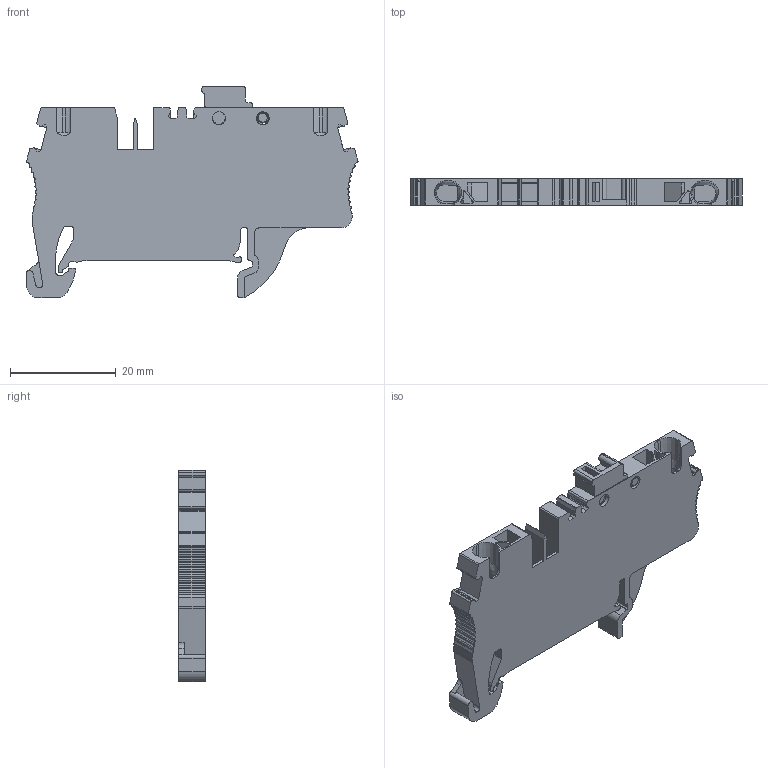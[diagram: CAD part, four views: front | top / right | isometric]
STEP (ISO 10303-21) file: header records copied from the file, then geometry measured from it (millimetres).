
FILE_DESCRIPTION(/* description */ ('Unknown'),/* implementation_level */ '2;1');
FILE_NAME(/* name */ 'SQK 2.5_3D_Solid',/* time_stamp */ '2021-04-20T16:36:43+05:00',/* author */ ('Unknown'),/* organization */ ('Unknown'),/* preprocessor_version */ 'ST-DEVELOPER v16.7',/* originating_system */ 'DEX',/* authorisation */ $);
FILE_SCHEMA (('AUTOMOTIVE_DESIGN {1 0 10303 214 3 1 1}'));
Length unit declared in the file: millimetre
Products named in the file (1): SQK 2.5_3D_Solid
Bounding box: 62.82 x 5 x 40.1 mm (x, y, z)
Volume: 7149.5 mm3; surface area: 6050.4 mm2
Topology: 1 solids, 1 shells, 414 faces, 1233 edges, 825 vertices
Faces by surface type: plane 237, cylinder 169, cone 6, bspline 2
Full cylindrical faces by diameter (mm): 2 x1, 2.5 x2
Entity records: 16985 total; most frequent: CARTESIAN_POINT 2787, ORIENTED_EDGE 2424, DIRECTION 2348, EDGE_CURVE 1212, VERTEX_POINT 816, LINE 790, VECTOR 790, AXIS2_PLACEMENT_3D 779
